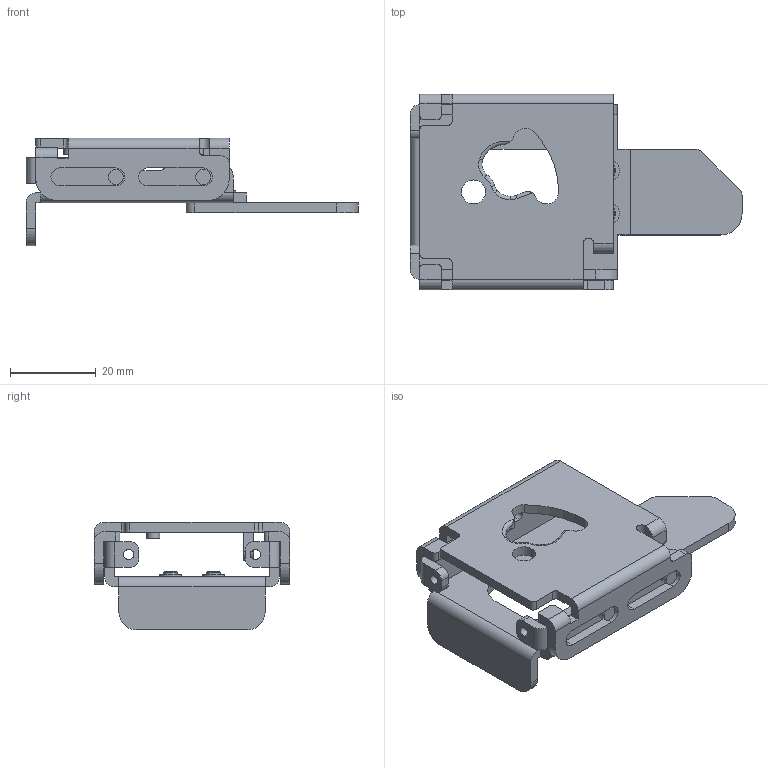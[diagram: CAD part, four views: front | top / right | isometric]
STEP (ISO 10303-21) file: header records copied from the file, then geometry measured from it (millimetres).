
FILE_DESCRIPTION (( 'STEP AP203' ), '1' );
FILE_NAME ('AC-25-ES-AB-2-L.STEP', '2020-03-10T02:05:37', ( '' ), ( '' ), 'SwSTEP 2.0', 'SolidWorks 2018', '' );
FILE_SCHEMA (( 'CONFIG_CONTROL_DESIGN' ));
Length unit declared in the file: millimetre
Products named in the file (5): AC-25-ES-AB-2-L_十字穴付皿小ねじ_内径基準ver1.02_M4x6十字穴付皿小ねじ(鉄); AC-25-ES-AB-2-L; AC-25-ES-AB-2-L_ベース_; AC-25-ES-AB-2-L_止め金_; AC-25-ES-AB-2-L_レバー_
Assembly tree (5 placements, depth 2):
  AC-25-ES-AB-2-L
    AC-25-ES-AB-2-L_ベース_
    AC-25-ES-AB-2-L_レバー_
    AC-25-ES-AB-2-L_止め金_
    AC-25-ES-AB-2-L_十字穴付皿小ねじ_内径基準ver1.02_M4x6十字穴付皿小ねじ(鉄)  x2
Bounding box: 77.3 x 45.6 x 25 mm (x, y, z)
Volume: 13196.8 mm3; surface area: 14200.7 mm2
Topology: 5 solids, 5 shells, 294 faces, 786 edges, 516 vertices
Faces by surface type: plane 148, cylinder 122, torus 12, cone 12
Entity records: 8763 total; most frequent: CARTESIAN_POINT 1472, DIRECTION 1468, ORIENTED_EDGE 1388, EDGE_CURVE 694, AXIS2_PLACEMENT_3D 520, VERTEX_POINT 456, LINE 428, VECTOR 428
